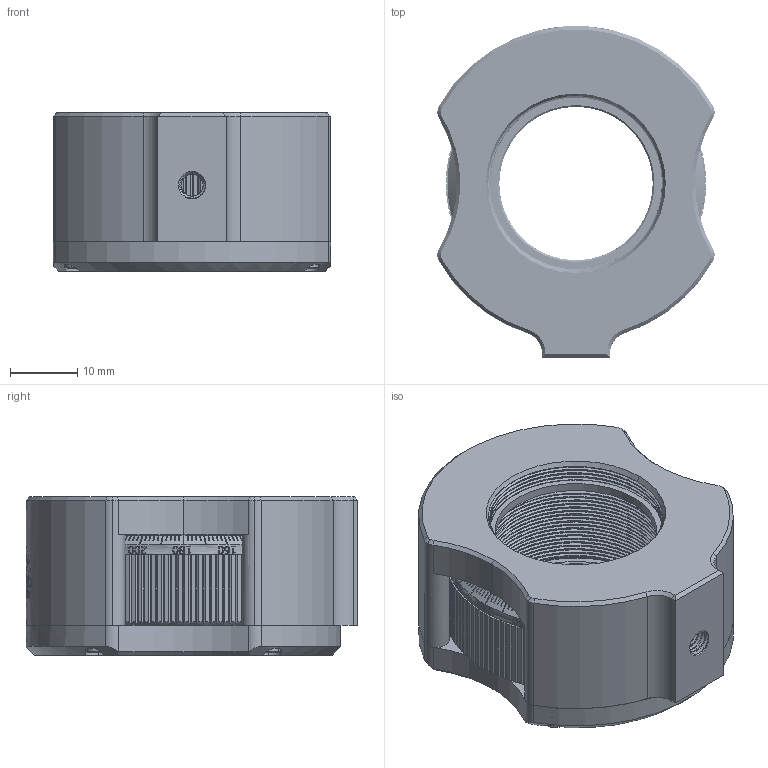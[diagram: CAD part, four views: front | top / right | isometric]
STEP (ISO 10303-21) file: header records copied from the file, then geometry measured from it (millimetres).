
FILE_DESCRIPTION((''),'2;1');
FILE_NAME('SM-SR1_ASM','2025-06-03T10:24:20',('R&D'),(''),'CREO PARAMETRIC BY PTC INC, 2021063','CREO PARAMETRIC BY PTC INC, 2021063','');
FILE_SCHEMA(('CONFIG_CONTROL_DESIGN'));
Products named in the file (16): SM-SR1-A2; SM-SR1-A3; SM-SR1-A4; SM-SR1-A5; SM-SR1-A6; SM-SR1-A7; SM-SR1-A8; SM-SR1-A9; SM-SR1-B1; SM-SR1-B2; SM-SR1-B3; SM-SR1-B4; SM-SR1-B5; SM-SR1-B6; SM-SR1-A1_ASM; SM-SR1_ASM
Assembly tree (18 placements, depth 3):
  SM-SR1_ASM
    SM-SR1-A1_ASM
      SM-SR1-A2
      SM-SR1-A3
      SM-SR1-A4
      SM-SR1-A5
      SM-SR1-A6
      SM-SR1-A7
      SM-SR1-A8  x4
      SM-SR1-A9
      SM-SR1-B1
      SM-SR1-B2
      SM-SR1-B3
      SM-SR1-B4
      SM-SR1-B5
      SM-SR1-B6
Bounding box: 41.37 x 49.53 x 23.62 mm (x, y, z)
Volume: 24189.3 mm3; surface area: 18247.3 mm2
Topology: 17 solids, 17 shells, 1773 faces, 5701 edges, 4052 vertices
Faces by surface type: cylinder 639, plane 618, bspline 363, cone 140, sphere 12, extrusion 1
Entity records: 146583 total; most frequent: CARTESIAN_POINT 101881, ORIENTED_EDGE 11006, DIRECTION 6896, EDGE_CURVE 5503, VERTEX_POINT 3950, AXIS2_PLACEMENT_3D 2413, B_SPLINE_CURVE_WITH_KNOTS 2404, VECTOR 2070
